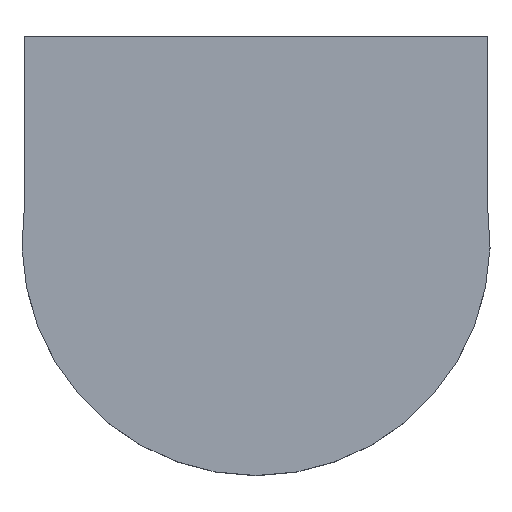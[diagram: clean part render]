
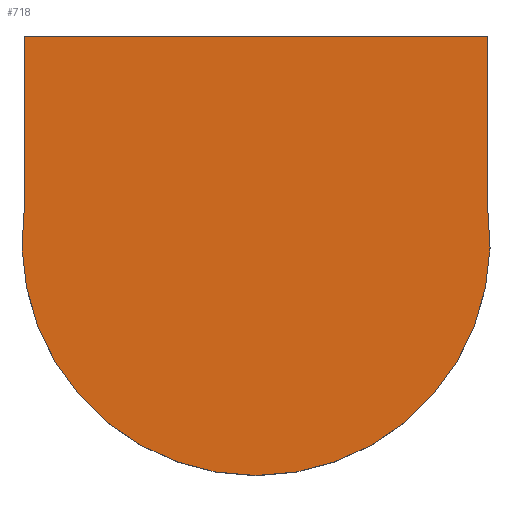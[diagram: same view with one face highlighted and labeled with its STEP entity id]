
A CAD part, top view. The second image highlights one B-rep face of the part: STEP entity #718.
In plain terms, the highlighted planar face has unit normal (0, 0, 1).
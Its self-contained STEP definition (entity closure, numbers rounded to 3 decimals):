
#28=CIRCLE('',#781,97.);
#105=FACE_OUTER_BOUND('',#154,.T.);
#154=EDGE_LOOP('',(#496,#497,#498,#499));
#215=LINE('',#1136,#267);
#219=LINE('',#1148,#271);
#220=LINE('',#1149,#272);
#267=VECTOR('',#883,10.);
#271=VECTOR('',#895,10.);
#272=VECTOR('',#896,10.);
#319=VERTEX_POINT('',#1133);
#320=VERTEX_POINT('',#1135);
#322=VERTEX_POINT('',#1141);
#324=VERTEX_POINT('',#1147);
#387=EDGE_CURVE('',#320,#319,#215,.T.);
#390=EDGE_CURVE('',#319,#322,#28,.F.);
#393=EDGE_CURVE('',#324,#320,#219,.T.);
#394=EDGE_CURVE('',#322,#324,#220,.T.);
#496=ORIENTED_EDGE('',*,*,#393,.T.);
#497=ORIENTED_EDGE('',*,*,#387,.T.);
#498=ORIENTED_EDGE('',*,*,#390,.T.);
#499=ORIENTED_EDGE('',*,*,#394,.T.);
#693=PLANE('',#783);
#718=ADVANCED_FACE('',(#105),#693,.T.);
#781=AXIS2_PLACEMENT_3D('',#1142,#888,#889);
#783=AXIS2_PLACEMENT_3D('',#1146,#893,#894);
#883=DIRECTION('',(0.,-1.,0.));
#888=DIRECTION('center_axis',(0.,0.,
-1.));
#889=DIRECTION('ref_axis',(-1.,0.,0.));
#893=DIRECTION('center_axis',(0.,0.,
1.));
#894=DIRECTION('ref_axis',(-1.,0.,0.));
#895=DIRECTION('',(-1.,0.,0.));
#896=DIRECTION('',(0.,1.,0.));
#1133=CARTESIAN_POINT('',(-29.271,-117.553,576.832));
#1135=CARTESIAN_POINT('',(-29.271,-46.445,576.832));
#1136=CARTESIAN_POINT('',(-29.271,-46.445,576.832));
#1141=CARTESIAN_POINT('',(162.73,-117.553,576.832));
#1142=CARTESIAN_POINT('Origin',(66.73,-131.445,576.832));
#1146=CARTESIAN_POINT('Origin',(66.73,-136.945,576.832));
#1147=CARTESIAN_POINT('',(162.73,-46.445,576.832));
#1148=CARTESIAN_POINT('',(162.73,-46.445,576.832));
#1149=CARTESIAN_POINT('',(162.73,-131.445,576.832));
